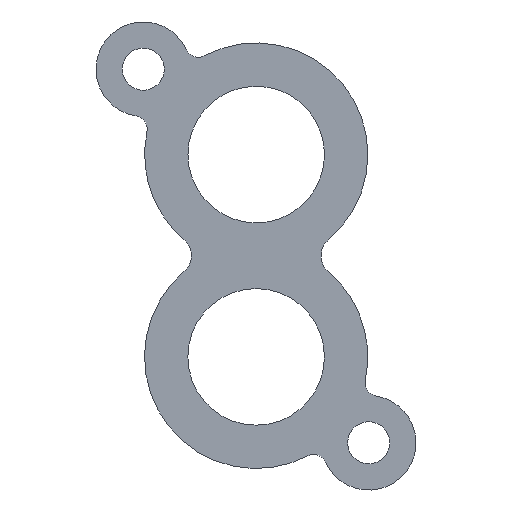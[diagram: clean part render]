
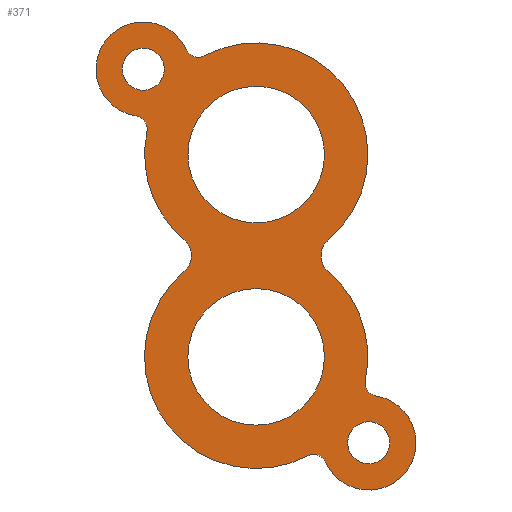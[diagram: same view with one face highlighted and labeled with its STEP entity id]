
A CAD part, front view. The second image highlights one B-rep face of the part: STEP entity #371.
In plain terms, the highlighted planar face has unit normal (0, -1, 0).
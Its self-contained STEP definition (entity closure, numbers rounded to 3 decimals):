
#69=FACE_BOUND('',#102,.T.);
#70=FACE_BOUND('',#103,.T.);
#71=FACE_BOUND('',#104,.T.);
#72=FACE_BOUND('',#105,.T.);
#79=FACE_OUTER_BOUND('',#101,.T.);
#101=EDGE_LOOP('',(#259,#260,#261,#262,#263,#264,#265,#266,#267,#268,#269,
#270));
#102=EDGE_LOOP('',(#271));
#103=EDGE_LOOP('',(#272));
#104=EDGE_LOOP('',(#273));
#105=EDGE_LOOP('',(#274));
#133=CIRCLE('',#408,21.25);
#134=CIRCLE('',#409,4.);
#135=CIRCLE('',#410,21.25);
#136=CIRCLE('',#411,2.5);
#137=CIRCLE('',#412,9.);
#138=CIRCLE('',#413,2.5);
#139=CIRCLE('',#414,21.25);
#140=CIRCLE('',#415,4.);
#141=CIRCLE('',#416,21.25);
#142=CIRCLE('',#417,2.5);
#143=CIRCLE('',#418,9.);
#144=CIRCLE('',#419,2.5);
#145=CIRCLE('',#420,13.);
#146=CIRCLE('',#421,13.);
#147=CIRCLE('',#422,4.);
#148=CIRCLE('',#423,4.);
#169=VERTEX_POINT('',#603);
#170=VERTEX_POINT('',#604);
#171=VERTEX_POINT('',#606);
#172=VERTEX_POINT('',#608);
#173=VERTEX_POINT('',#610);
#174=VERTEX_POINT('',#612);
#175=VERTEX_POINT('',#614);
#176=VERTEX_POINT('',#616);
#177=VERTEX_POINT('',#618);
#178=VERTEX_POINT('',#620);
#179=VERTEX_POINT('',#622);
#180=VERTEX_POINT('',#624);
#181=VERTEX_POINT('',#627);
#182=VERTEX_POINT('',#629);
#183=VERTEX_POINT('',#631);
#184=VERTEX_POINT('',#633);
#205=EDGE_CURVE('',#169,#170,#133,.T.);
#206=EDGE_CURVE('',#171,#169,#134,.T.);
#207=EDGE_CURVE('',#172,#171,#135,.T.);
#208=EDGE_CURVE('',#173,#172,#136,.T.);
#209=EDGE_CURVE('',#174,#173,#137,.T.);
#210=EDGE_CURVE('',#175,#174,#138,.T.);
#211=EDGE_CURVE('',#176,#175,#139,.T.);
#212=EDGE_CURVE('',#177,#176,#140,.T.);
#213=EDGE_CURVE('',#178,#177,#141,.T.);
#214=EDGE_CURVE('',#179,#178,#142,.T.);
#215=EDGE_CURVE('',#180,#179,#143,.T.);
#216=EDGE_CURVE('',#170,#180,#144,.T.);
#217=EDGE_CURVE('',#181,#181,#145,.T.);
#218=EDGE_CURVE('',#182,#182,#146,.T.);
#219=EDGE_CURVE('',#183,#183,#147,.T.);
#220=EDGE_CURVE('',#184,#184,#148,.T.);
#259=ORIENTED_EDGE('',*,*,#205,.F.);
#260=ORIENTED_EDGE('',*,*,#206,.F.);
#261=ORIENTED_EDGE('',*,*,#207,.F.);
#262=ORIENTED_EDGE('',*,*,#208,.F.);
#263=ORIENTED_EDGE('',*,*,#209,.F.);
#264=ORIENTED_EDGE('',*,*,#210,.F.);
#265=ORIENTED_EDGE('',*,*,#211,.F.);
#266=ORIENTED_EDGE('',*,*,#212,.F.);
#267=ORIENTED_EDGE('',*,*,#213,.F.);
#268=ORIENTED_EDGE('',*,*,#214,.F.);
#269=ORIENTED_EDGE('',*,*,#215,.F.);
#270=ORIENTED_EDGE('',*,*,#216,.F.);
#271=ORIENTED_EDGE('',*,*,#217,.F.);
#272=ORIENTED_EDGE('',*,*,#218,.F.);
#273=ORIENTED_EDGE('',*,*,#219,.F.);
#274=ORIENTED_EDGE('',*,*,#220,.F.);
#367=PLANE('',#407);
#371=ADVANCED_FACE('',(#79,#69,#70,#71,#72),#367,.F.);
#407=AXIS2_PLACEMENT_3D('',#602,#467,#468);
#408=AXIS2_PLACEMENT_3D('',#605,#469,#470);
#409=AXIS2_PLACEMENT_3D('',#607,#471,#472);
#410=AXIS2_PLACEMENT_3D('',#609,#473,#474);
#411=AXIS2_PLACEMENT_3D('',#611,#475,#476);
#412=AXIS2_PLACEMENT_3D('',#613,#477,#478);
#413=AXIS2_PLACEMENT_3D('',#615,#479,#480);
#414=AXIS2_PLACEMENT_3D('',#617,#481,#482);
#415=AXIS2_PLACEMENT_3D('',#619,#483,#484);
#416=AXIS2_PLACEMENT_3D('',#621,#485,#486);
#417=AXIS2_PLACEMENT_3D('',#623,#487,#488);
#418=AXIS2_PLACEMENT_3D('',#625,#489,#490);
#419=AXIS2_PLACEMENT_3D('',#626,#491,#492);
#420=AXIS2_PLACEMENT_3D('',#628,#493,#494);
#421=AXIS2_PLACEMENT_3D('',#630,#495,#496);
#422=AXIS2_PLACEMENT_3D('',#632,#497,#498);
#423=AXIS2_PLACEMENT_3D('',#634,#499,#500);
#467=DIRECTION('center_axis',(0.,1.,0.));
#468=DIRECTION('ref_axis',(1.,0.,0.));
#469=DIRECTION('center_axis',(0.,1.,0.));
#470=DIRECTION('ref_axis',(1.,0.,0.));
#471=DIRECTION('center_axis',(0.,-1.,0.));
#472=DIRECTION('ref_axis',(1.,0.,0.));
#473=DIRECTION('center_axis',(0.,1.,0.));
#474=DIRECTION('ref_axis',(1.,0.,0.));
#475=DIRECTION('center_axis',(0.,-1.,0.));
#476=DIRECTION('ref_axis',(0.328,0.,0.945));
#477=DIRECTION('center_axis',(0.,1.,0.));
#478=DIRECTION('ref_axis',(1.,0.,0.));
#479=DIRECTION('center_axis',(0.,-1.,0.));
#480=DIRECTION('ref_axis',(-0.825,0.,-0.566));
#481=DIRECTION('center_axis',(0.,1.,0.));
#482=DIRECTION('ref_axis',(1.,0.,0.));
#483=DIRECTION('center_axis',(0.,-1.,0.));
#484=DIRECTION('ref_axis',(-1.,0.,0.));
#485=DIRECTION('center_axis',(0.,1.,0.));
#486=DIRECTION('ref_axis',(1.,0.,0.));
#487=DIRECTION('center_axis',(0.,-1.,0.));
#488=DIRECTION('ref_axis',(-0.324,0.,-0.946));
#489=DIRECTION('center_axis',(0.,1.,0.));
#490=DIRECTION('ref_axis',(1.,0.,0.));
#491=DIRECTION('center_axis',(0.,-1.,0.));
#492=DIRECTION('ref_axis',(0.822,0.,0.569));
#493=DIRECTION('center_axis',(0.,-1.,0.));
#494=DIRECTION('ref_axis',(1.,0.,0.));
#495=DIRECTION('center_axis',(0.,-1.,0.));
#496=DIRECTION('ref_axis',(1.,0.,0.));
#497=DIRECTION('center_axis',(0.,-1.,0.));
#498=DIRECTION('ref_axis',(1.,0.,0.));
#499=DIRECTION('center_axis',(0.,-1.,0.));
#500=DIRECTION('ref_axis',(1.,0.,0.));
#602=CARTESIAN_POINT('Origin',(-0.03,1.,19.199));
#603=CARTESIAN_POINT('',(-13.741,1.,22.306));
#604=CARTESIAN_POINT('',(-20.778,1.,42.869));
#605=CARTESIAN_POINT('Origin',(0.018,1.,38.5));
#606=CARTESIAN_POINT('',(-13.744,1.,16.207));
#607=CARTESIAN_POINT('Origin',(-16.331,1.,19.257));
#608=CARTESIAN_POINT('',(9.789,1.,-18.861));
#609=CARTESIAN_POINT('Origin',(0.,1.,0.));
#610=CARTESIAN_POINT('',(13.219,1.,-20.052));
#611=CARTESIAN_POINT('Origin',(10.94,1.,-21.08));
#612=CARTESIAN_POINT('',(22.829,1.,-7.462));
#613=CARTESIAN_POINT('Origin',(21.423,1.,-16.351));
#614=CARTESIAN_POINT('',(20.775,1.,-4.467));
#615=CARTESIAN_POINT('Origin',(23.219,1.,-4.992));
#616=CARTESIAN_POINT('',(13.759,1.,16.194));
#617=CARTESIAN_POINT('Origin',(0.,1.,0.));
#618=CARTESIAN_POINT('',(13.762,1.,22.293));
#619=CARTESIAN_POINT('Origin',(16.349,1.,19.243));
#620=CARTESIAN_POINT('',(-9.86,1.,57.315));
#621=CARTESIAN_POINT('Origin',(0.018,1.,38.5));
#622=CARTESIAN_POINT('',(-13.296,1.,58.49));
#623=CARTESIAN_POINT('Origin',(-11.022,1.,59.528));
#624=CARTESIAN_POINT('',(-22.846,1.,45.854));
#625=CARTESIAN_POINT('Origin',(-21.482,1.,54.75));
#626=CARTESIAN_POINT('Origin',(-23.225,1.,43.383));
#627=CARTESIAN_POINT('',(-12.982,1.,38.5));
#628=CARTESIAN_POINT('Origin',(0.018,1.,38.5));
#629=CARTESIAN_POINT('',(-13.,1.,0.));
#630=CARTESIAN_POINT('Origin',(0.,1.,0.));
#631=CARTESIAN_POINT('',(-25.482,1.,54.75));
#632=CARTESIAN_POINT('Origin',(-21.482,1.,54.75));
#633=CARTESIAN_POINT('',(17.423,1.,-16.351));
#634=CARTESIAN_POINT('Origin',(21.423,1.,-16.351));
